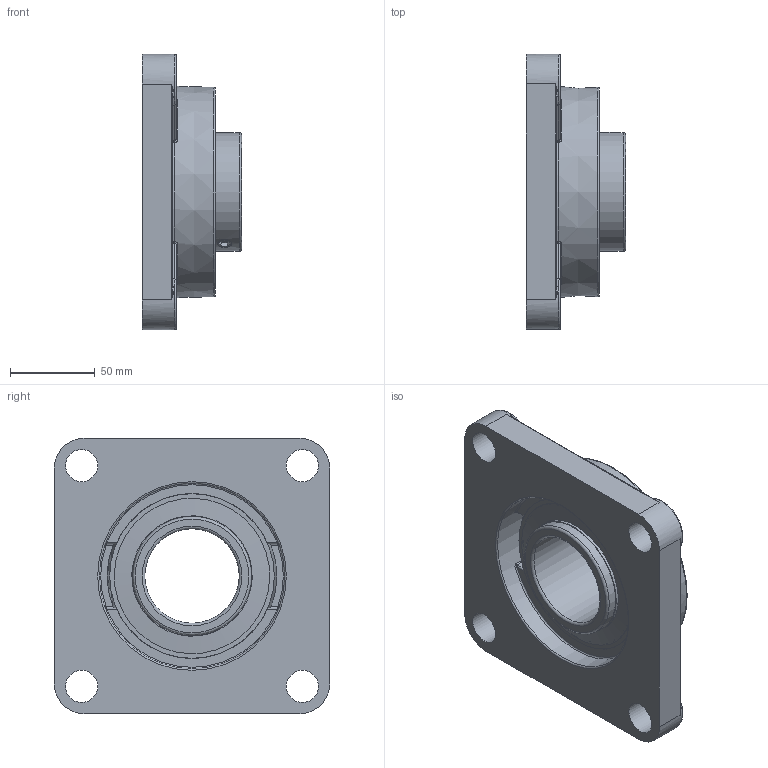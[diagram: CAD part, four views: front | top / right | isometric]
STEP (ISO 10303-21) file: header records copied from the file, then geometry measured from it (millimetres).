
FILE_DESCRIPTION(/* description */ ('Alibre Inc.'),/* implementation_level */ '2;1');
FILE_NAME(/* name */ 'export-4F66E4B4-5174-4935-9CD3-E0DAF16C9968',/* time_stamp */ '2020-05-28T10:00:00-07:00',/* author */ (''),/* organization */ (''),/* preprocessor_version */ 'ST-DEVELOPER v17',/* originating_system */ 'Alibre',/* authorisation */ '');
FILE_SCHEMA (('CONFIG_CONTROL_DESIGN'));
Length unit declared in the file: inch
Bounding box: 58.4 x 162 x 162 mm (x, y, z)
Volume: 518873.5 mm3; surface area: 135981.9 mm2
Topology: 17 solids, 17 shells, 211 faces, 504 edges, 289 vertices
Faces by surface type: cylinder 58, plane 58, torus 33, bspline 28, sphere 25, cone 9
Full cylindrical faces by diameter (mm): 8.382 x4, 19 x4, 55.563 x1, 69.85 x4, 70.866 x2, 88.9 x2, 91.44 x2, 104.775 x1, 109.22 x1, 110.1 x1
Entity records: 9476 total; most frequent: CARTESIAN_POINT 4895, DIRECTION 755, ORIENTED_EDGE 726, AXIS2_PLACEMENT_3D 364, EDGE_CURVE 363, FACE_BOUND 252, EDGE_LOOP 242, VERTEX_POINT 239
